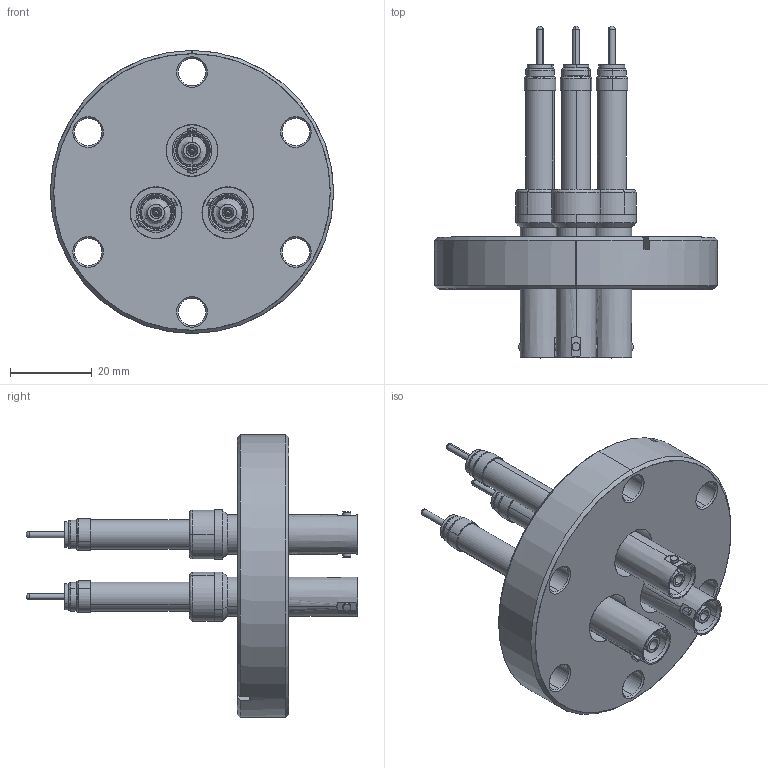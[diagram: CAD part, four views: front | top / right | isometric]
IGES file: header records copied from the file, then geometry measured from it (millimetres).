
Start section: SolidWorks IGES file using analytic representation for surfaces
Global section: file name: 17216-04-CF.IGS; native system: SolidWorks 2018; preprocessor: SolidWorks 2018; author: lee sanders; date: 181219.090316; units: inch
Bounding box: 69.34 x 81.27 x 69.34 mm (x, y, z)
Surface area: 29185.8 mm2 (no closed solid volume)
Topology: 0 solids, 0 shells, 473 faces, 6520 edges, 6520 vertices
Faces by surface type: revolution 303, bspline 170
